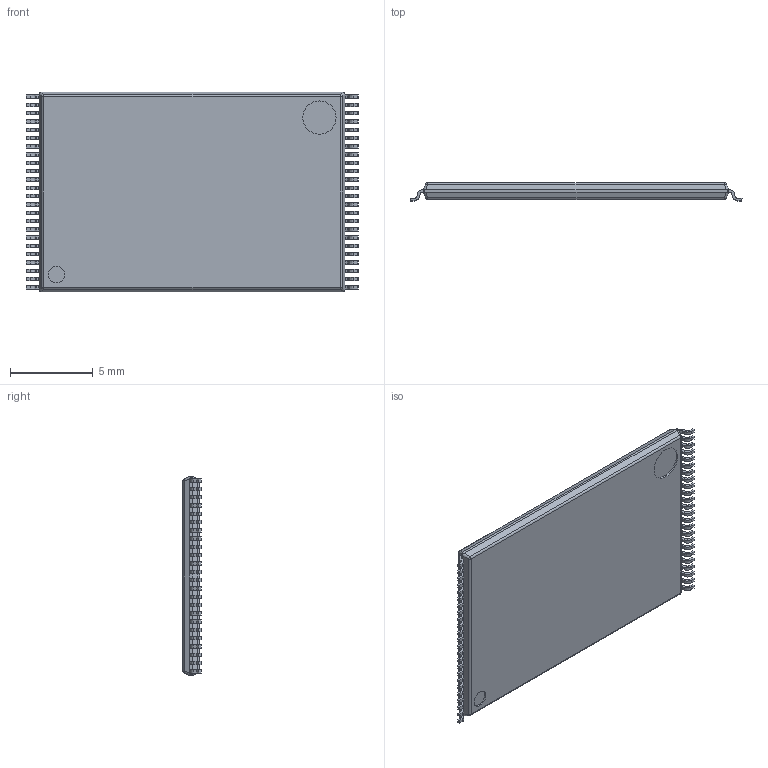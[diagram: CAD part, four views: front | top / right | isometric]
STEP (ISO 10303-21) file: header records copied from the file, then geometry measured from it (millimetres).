
FILE_DESCRIPTION (( 'STEP AP214' ), '1' );
FILE_NAME ('User Library-TSOP-48.STEP', '2012-03-30T06:02:02', ( 'SysAdmin' ), ( 'SolidWorks' ), 'SwSTEP 2.0', 'SolidWorks 2012', '' );
FILE_SCHEMA (( 'AUTOMOTIVE_DESIGN' ));
Length unit declared in the file: millimetre
Products named in the file (50): User Library-TSOP-48_49_1; User Library-TSOP-48_48_1; User Library-TSOP-48_47_1; User Library-TSOP-48_46_1; User Library-TSOP-48_45_1; User Library-TSOP-48_44_1; User Library-TSOP-48_43_1; User Library-TSOP-48_42_1; User Library-TSOP-48_41_1; User Library-TSOP-48_40_1; User Library-TSOP-48_39_1; User Library-TSOP-48_38_1; User Library-TSOP-48_37_1; User Library-TSOP-48_36_1; User Library-TSOP-48_35_1; User Library-TSOP-48_34_1; User Library-TSOP-48_33_1; User Library-TSOP-48_32_1; User Library-TSOP-48_31_1; User Library-TSOP-48_30_1; User Library-TSOP-48_29_1; User Library-TSOP-48_28_1; User Library-TSOP-48_27_1; User Library-TSOP-48_26_1; User Library-TSOP-48_25_1; User Library-TSOP-48_24_1; User Library-TSOP-48_23_1; User Library-TSOP-48_22_1; User Library-TSOP-48_21_1; User Library-TSOP-48_20_1; User Library-TSOP-48_19_1; User Library-TSOP-48_18_1; User Library-TSOP-48_17_1; User Library-TSOP-48_16_1; User Library-TSOP-48_15_1; User Library-TSOP-48_14_1; User Library-TSOP-48_13_1; User Library-TSOP-48_12_1; User Library-TSOP-48_11_1; User Library-TSOP-48_10_1 ...
Assembly tree (49 placements, depth 2):
  User Library-TSOP-48
    User Library-TSOP-48_1_1
    User Library-TSOP-48_2_1
    User Library-TSOP-48_3_1
    User Library-TSOP-48_4_1
    User Library-TSOP-48_5_1
    User Library-TSOP-48_6_1
    User Library-TSOP-48_7_1
    User Library-TSOP-48_8_1
    User Library-TSOP-48_9_1
    User Library-TSOP-48_10_1
    User Library-TSOP-48_11_1
    User Library-TSOP-48_12_1
    User Library-TSOP-48_13_1
    User Library-TSOP-48_14_1
    User Library-TSOP-48_15_1
    User Library-TSOP-48_16_1
    User Library-TSOP-48_17_1
    User Library-TSOP-48_18_1
    User Library-TSOP-48_19_1
    User Library-TSOP-48_20_1
    User Library-TSOP-48_21_1
    User Library-TSOP-48_22_1
    User Library-TSOP-48_23_1
    User Library-TSOP-48_24_1
    User Library-TSOP-48_25_1
    User Library-TSOP-48_26_1
    User Library-TSOP-48_27_1
    User Library-TSOP-48_28_1
    User Library-TSOP-48_29_1
    User Library-TSOP-48_30_1
    User Library-TSOP-48_31_1
    User Library-TSOP-48_32_1
    User Library-TSOP-48_33_1
    User Library-TSOP-48_34_1
    User Library-TSOP-48_35_1
    User Library-TSOP-48_36_1
    User Library-TSOP-48_37_1
    User Library-TSOP-48_38_1
    User Library-TSOP-48_39_1
    User Library-TSOP-48_40_1
    User Library-TSOP-48_41_1
    User Library-TSOP-48_42_1
    User Library-TSOP-48_43_1
    User Library-TSOP-48_44_1
    User Library-TSOP-48_45_1
    User Library-TSOP-48_46_1
    User Library-TSOP-48_47_1
    User Library-TSOP-48_48_1
    User Library-TSOP-48_49_1
Bounding box: 20 x 1.09 x 12 mm (x, y, z)
Volume: 217.3 mm3; surface area: 522.7 mm2
Topology: 49 solids, 49 shells, 719 faces, 1830 edges, 1212 vertices
Faces by surface type: plane 497, bspline 200, cylinder 22
Entity records: 41003 total; most frequent: CARTESIAN_POINT 14937, ORIENTED_EDGE 3660, DIRECTION 2604, EDGE_CURVE 1830, LINE 1390, VECTOR 1390, VERTEX_POINT 1212, UNCERTAINTY_MEASURE_WITH_UNIT 867
